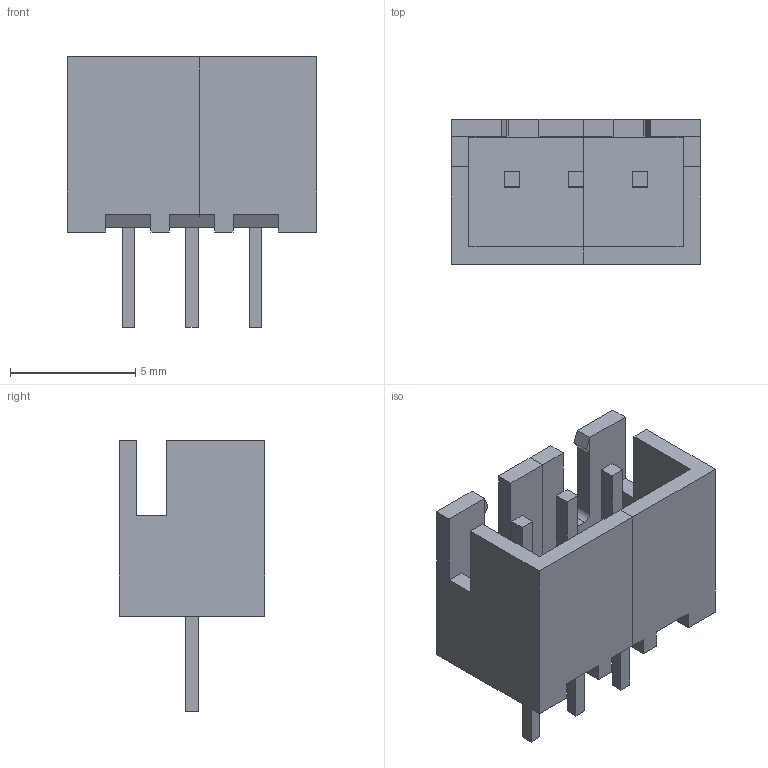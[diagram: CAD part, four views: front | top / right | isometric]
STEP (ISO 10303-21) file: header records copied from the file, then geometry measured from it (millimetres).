
FILE_DESCRIPTION(('STEP AP214'), '1');
FILE_NAME('XH2_54-3-vertical', '', ('UNSPECIFIED'), ('UNSPECIFIED'), 'ASCON STEP Converter 1.3', 'ASCON Math Kernel', '');
FILE_SCHEMA(('AUTOMOTIVE_DESIGN { 1 0 10303 214 3 1 1}'));
Length unit declared in the file: millimetre
Products named in the file (3): User Library-XH2.54-4P-R
Assembly tree (2 placements, depth 2):
  (unnamed)
    User Library-XH2.54-4P-R
    User Library-XH2.54-4P-R
Bounding box: 9.96 x 5.8 x 10.8 mm (x, y, z)
Volume: 199 mm3; surface area: 546.5 mm2
Topology: 7 solids, 7 shells, 98 faces, 246 edges, 164 vertices
Faces by surface type: plane 96, cylinder 2
Entity records: 3842 total; most frequent: CARTESIAN_POINT 511, ORIENTED_EDGE 492, DIRECTION 452, EDGE_CURVE 246, LINE 242, VECTOR 242, VERTEX_POINT 164, AXIS2_PLACEMENT_3D 105
